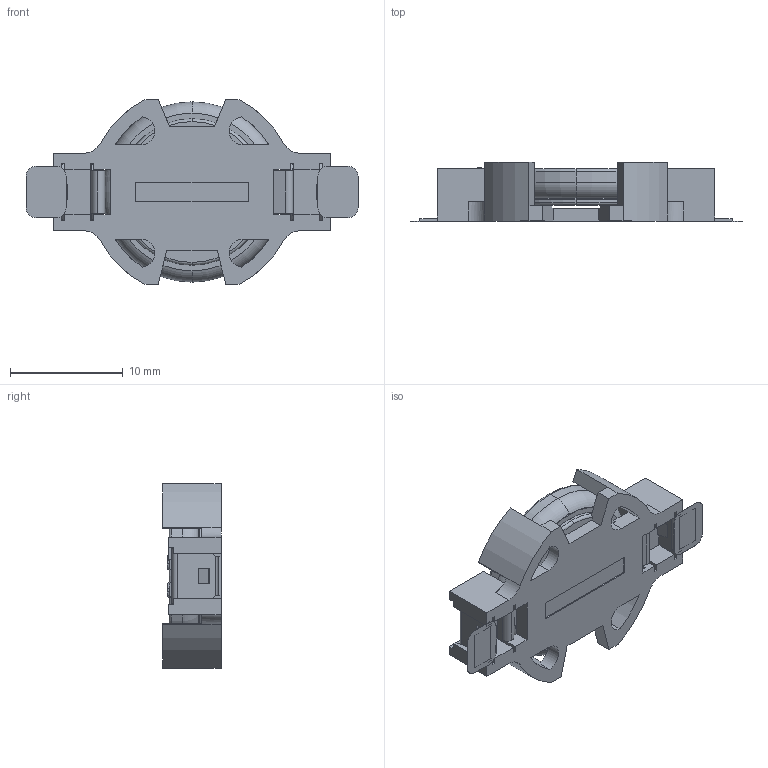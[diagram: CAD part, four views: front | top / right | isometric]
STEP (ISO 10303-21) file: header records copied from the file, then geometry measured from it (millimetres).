
FILE_DESCRIPTION (( 'STEP AP214' ), '1' );
FILE_NAME ('BU-1632SM-JJ-GTR.STEP', '2020-02-20T12:17:08', ( 'Admin' ), ( '' ), 'SwSTEP 2.0', 'SolidWorks 2018', '' );
FILE_SCHEMA (( 'AUTOMOTIVE_DESIGN' ));
Length unit declared in the file: millimetre
Products named in the file (7): CR1632^BU-1632SM-JJ-GTR; BU-1632SM-JJ-G^BU-1632SM-JJ-GTR_00; Contact (-)^BU-1632SM-JJ-G_BU-1632SM-JJ-GTR_00; Contact (+)^BU-1632SM-JJ-G_BU-1632SM-JJ-GTR_00; BU-1632SM^BU-1632SM-JJ-G_BU-1632SM-JJ-GTR_00; BU-1632SM PAD^BU-1632SM-JJ-GTR_00; BU-1632SM-JJ-GTR
Assembly tree (6 placements, depth 3):
  BU-1632SM-JJ-GTR
    BU-1632SM PAD^BU-1632SM-JJ-GTR_00
    BU-1632SM-JJ-G^BU-1632SM-JJ-GTR_00
      BU-1632SM^BU-1632SM-JJ-G_BU-1632SM-JJ-GTR_00
      Contact (+)^BU-1632SM-JJ-G_BU-1632SM-JJ-GTR_00
      Contact (-)^BU-1632SM-JJ-G_BU-1632SM-JJ-GTR_00
    CR1632^BU-1632SM-JJ-GTR
Bounding box: 29.46 x 5.24 x 16.4 mm (x, y, z)
Volume: 630.8 mm3; surface area: 2512.8 mm2
Topology: 8 solids, 8 shells, 392 faces, 1034 edges, 656 vertices
Faces by surface type: plane 270, cylinder 82, torus 16, cone 12, sphere 8, bspline 4
Entity records: 12836 total; most frequent: CARTESIAN_POINT 2480, ORIENTED_EDGE 2052, DIRECTION 2006, EDGE_CURVE 1026, LINE 746, VECTOR 746, VERTEX_POINT 652, AXIS2_PLACEMENT_3D 630
